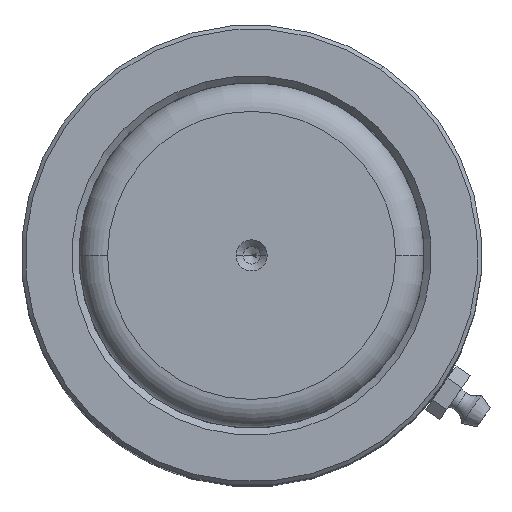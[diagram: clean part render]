
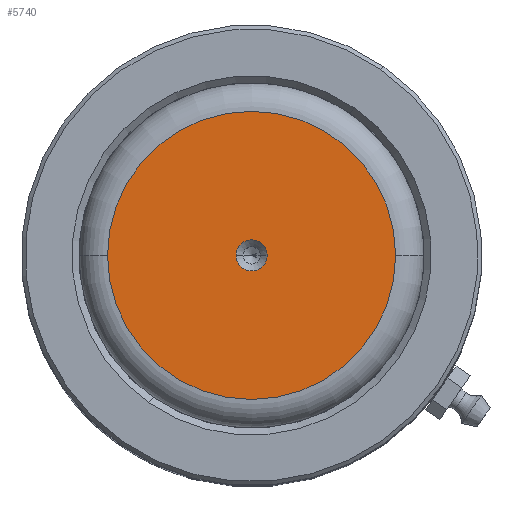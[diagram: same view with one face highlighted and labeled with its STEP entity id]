
A CAD part, top view. The second image highlights one B-rep face of the part: STEP entity #5740.
In plain terms, the highlighted planar face has unit normal (0, 0, 1).
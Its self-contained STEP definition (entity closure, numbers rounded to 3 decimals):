
#5 = CARTESIAN_POINT ( 'NONE',  ( 0., 0., 242. ) ) ;
#213 = PLANE ( 'NONE',  #9453 ) ;
#332 = FACE_OUTER_BOUND ( 'NONE', #4245, .T. ) ;
#455 = VERTEX_POINT ( 'NONE', #5967 ) ;
#989 = CIRCLE ( 'NONE', #1496, 25.017 ) ;
#1025 = DIRECTION ( 'NONE',  ( 0., 0., 1. ) ) ;
#1126 = CIRCLE ( 'NONE', #7218, 2.7 ) ;
#1496 = AXIS2_PLACEMENT_3D ( 'NONE', #4747, #1997, #9227 ) ;
#1529 = CARTESIAN_POINT ( 'NONE',  ( 2.7, 0., 242. ) ) ;
#1761 = CARTESIAN_POINT ( 'NONE',  ( -25.017, 0., 242. ) ) ;
#1997 = DIRECTION ( 'NONE',  ( 0., 0., 1. ) ) ;
#2606 = DIRECTION ( 'NONE',  ( 0., 0., 1. ) ) ;
#2804 = EDGE_CURVE ( 'NONE', #6814, #455, #6218, .T. ) ;
#3358 = ORIENTED_EDGE ( 'NONE', *, *, #2804, .F. ) ;
#3758 = DIRECTION ( 'NONE',  ( 0., 0., 1. ) ) ;
#3846 = ORIENTED_EDGE ( 'NONE', *, *, #4628, .T. ) ;
#4245 = EDGE_LOOP ( 'NONE', ( #6317, #3846 ) ) ;
#4263 = EDGE_CURVE ( 'NONE', #455, #6814, #1126, .T. ) ;
#4306 = EDGE_LOOP ( 'NONE', ( #3358, #7287 ) ) ;
#4356 = CARTESIAN_POINT ( 'NONE',  ( 25.017, 0., 242. ) ) ;
#4628 = EDGE_CURVE ( 'NONE', #9446, #5467, #989, .T. ) ;
#4649 = DIRECTION ( 'NONE',  ( 1., 0., 0. ) ) ;
#4747 = CARTESIAN_POINT ( 'NONE',  ( 0., 0., 242. ) ) ;
#5289 = CARTESIAN_POINT ( 'NONE',  ( 0., 0., 242. ) ) ;
#5467 = VERTEX_POINT ( 'NONE', #4356 ) ;
#5737 = CARTESIAN_POINT ( 'NONE',  ( 0., 0., 242. ) ) ;
#5740 = ADVANCED_FACE ( 'NONE', ( #6025, #332 ), #213, .T. ) ;
#5967 = CARTESIAN_POINT ( 'NONE',  ( -2.7, 0., 242. ) ) ;
#6025 = FACE_BOUND ( 'NONE', #4306, .T. ) ;
#6212 = DIRECTION ( 'NONE',  ( 1., 0., 0. ) ) ;
#6218 = CIRCLE ( 'NONE', #8030, 2.7 ) ;
#6317 = ORIENTED_EDGE ( 'NONE', *, *, #8235, .T. ) ;
#6444 = CIRCLE ( 'NONE', #7375, 25.017 ) ;
#6484 = DIRECTION ( 'NONE',  ( 1., 0., 0. ) ) ;
#6656 = DIRECTION ( 'NONE',  ( 1., 0., 0. ) ) ;
#6814 = VERTEX_POINT ( 'NONE', #1529 ) ;
#7218 = AXIS2_PLACEMENT_3D ( 'NONE', #5, #3758, #6656 ) ;
#7287 = ORIENTED_EDGE ( 'NONE', *, *, #4263, .F. ) ;
#7375 = AXIS2_PLACEMENT_3D ( 'NONE', #7599, #1025, #4649 ) ;
#7599 = CARTESIAN_POINT ( 'NONE',  ( 0., 0., 242. ) ) ;
#8030 = AXIS2_PLACEMENT_3D ( 'NONE', #5737, #8629, #6484 ) ;
#8235 = EDGE_CURVE ( 'NONE', #5467, #9446, #6444, .T. ) ;
#8629 = DIRECTION ( 'NONE',  ( 0., 0., 1. ) ) ;
#9227 = DIRECTION ( 'NONE',  ( 1., 0., 0. ) ) ;
#9446 = VERTEX_POINT ( 'NONE', #1761 ) ;
#9453 = AXIS2_PLACEMENT_3D ( 'NONE', #5289, #2606, #6212 ) ;
